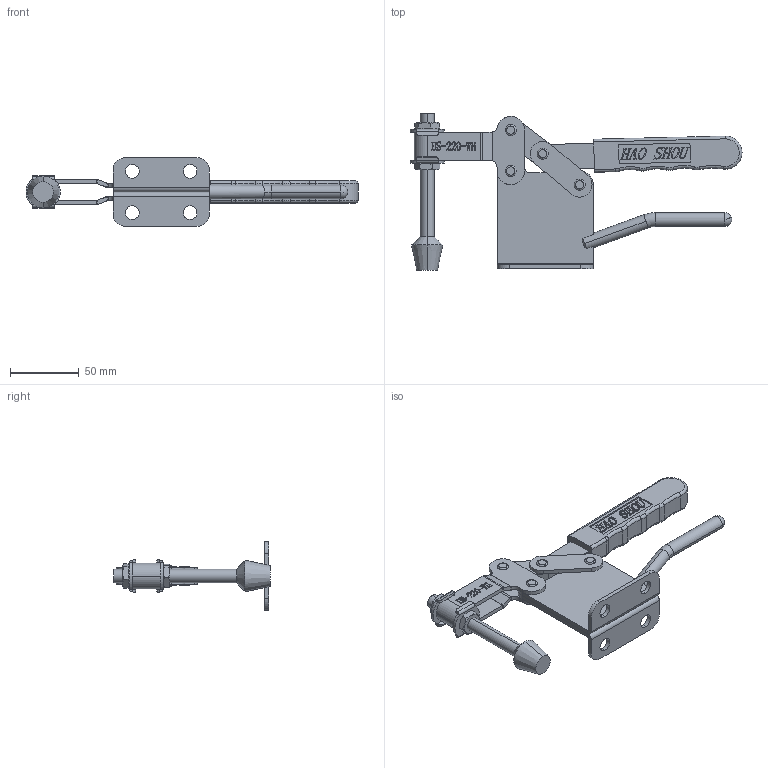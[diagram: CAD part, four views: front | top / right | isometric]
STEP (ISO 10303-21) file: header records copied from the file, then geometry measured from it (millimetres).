
FILE_DESCRIPTION (( 'STEP AP203' ), '1' );
FILE_NAME ('HS-220-WH .STEP', '2019-10-06T00:28:32', ( '微软用户' ), ( '微软中国' ), 'SwSTEP 2.0', 'SolidWorks 2012', '' );
FILE_SCHEMA (( 'CONFIG_CONTROL_DESIGN' ));
Length unit declared in the file: millimetre
Products named in the file (12): HS-220-WH ; 忒參; FW-380; hex thin nuts-grades ab-chamfered gb_GB_FASTENER_NUT_STNAB M10-N; 揤輸; 揤參; 种; 忒梟; 蟀裝; 痴忒; 楊擘菁釱酘; 楊擘菁釱衵
Assembly tree (17 placements, depth 2):
  HS-220-WH 
    楊擘菁釱衵
    楊擘菁釱酘
    痴忒
    蟀裝  x2
    忒梟
    种  x4
    揤參
    揤輸
    hex thin nuts-grades ab-chamfered gb_GB_FASTENER_NUT_STNAB M10-N  x2
    FW-380  x2
    忒參
Bounding box: 241.14 x 114.01 x 50 mm (x, y, z)
Volume: 127862.2 mm3; surface area: 76099.9 mm2
Topology: 17 solids, 17 shells, 1068 faces, 2839 edges, 1859 vertices
Faces by surface type: plane 609, bspline 257, cylinder 139, torus 36, cone 25, sphere 2
Entity records: 44098 total; most frequent: CARTESIAN_POINT 19432, ORIENTED_EDGE 5306, DIRECTION 3906, EDGE_CURVE 2653, LINE 1818, VECTOR 1818, VERTEX_POINT 1738, EDGE_LOOP 1071
